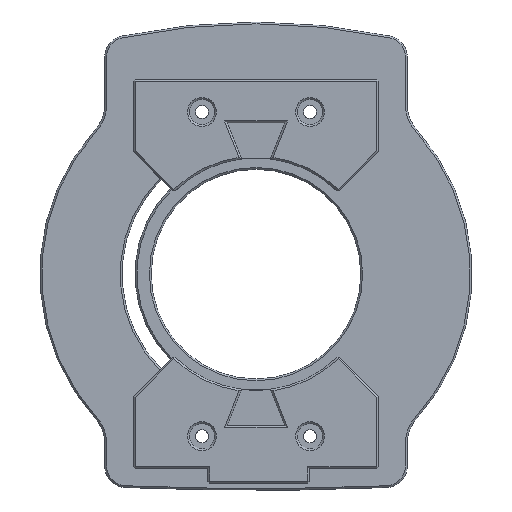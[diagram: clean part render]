
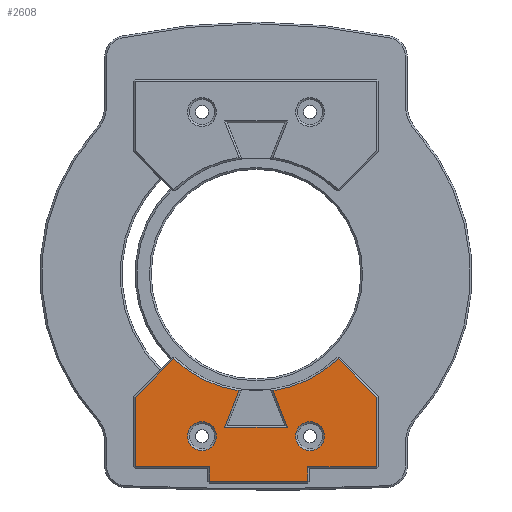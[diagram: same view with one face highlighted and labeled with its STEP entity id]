
A CAD part, top view. The second image highlights one B-rep face of the part: STEP entity #2608.
In plain terms, the highlighted planar face has unit normal (0, 0, 1).
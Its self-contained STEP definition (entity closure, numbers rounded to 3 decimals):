
#138=LINE('',#4044,#355);
#141=LINE('',#4050,#358);
#143=LINE('',#4053,#360);
#145=LINE('',#4056,#362);
#148=LINE('',#4062,#365);
#149=LINE('',#4064,#366);
#152=LINE('',#4084,#369);
#154=LINE('',#4088,#371);
#156=LINE('',#4092,#373);
#158=LINE('',#4103,#375);
#208=LINE('',#4226,#425);
#209=LINE('',#4228,#426);
#355=VECTOR('',#3207,1000.);
#358=VECTOR('',#3212,1000.);
#360=VECTOR('',#3216,1000.);
#362=VECTOR('',#3220,1000.);
#365=VECTOR('',#3225,1000.);
#366=VECTOR('',#3228,1000.);
#369=VECTOR('',#3239,1000.);
#371=VECTOR('',#3243,1000.);
#373=VECTOR('',#3247,1000.);
#375=VECTOR('',#3257,1000.);
#425=VECTOR('',#3379,1000.);
#426=VECTOR('',#3380,1000.);
#832=ORIENTED_EDGE('',*,*,#1424,.T.);
#833=ORIENTED_EDGE('',*,*,#1425,.T.);
#834=ORIENTED_EDGE('',*,*,#1367,.T.);
#835=ORIENTED_EDGE('',*,*,#1365,.T.);
#836=ORIENTED_EDGE('',*,*,#1362,.T.);
#837=ORIENTED_EDGE('',*,*,#1360,.T.);
#838=ORIENTED_EDGE('',*,*,#1358,.T.);
#839=ORIENTED_EDGE('',*,*,#1355,.T.);
#840=ORIENTED_EDGE('',*,*,#1426,.T.);
#841=ORIENTED_EDGE('',*,*,#1427,.T.);
#842=ORIENTED_EDGE('',*,*,#1351,.T.);
#843=ORIENTED_EDGE('',*,*,#1350,.T.);
#844=ORIENTED_EDGE('',*,*,#1347,.T.);
#845=ORIENTED_EDGE('',*,*,#1345,.T.);
#846=ORIENTED_EDGE('',*,*,#1343,.T.);
#847=ORIENTED_EDGE('',*,*,#1340,.T.);
#1340=EDGE_CURVE('',#1646,#1674,#138,.T.);
#1343=EDGE_CURVE('',#1675,#1646,#141,.T.);
#1345=EDGE_CURVE('',#1643,#1675,#143,.T.);
#1347=EDGE_CURVE('',#1640,#1643,#145,.T.);
#1350=EDGE_CURVE('',#1678,#1640,#148,.T.);
#1351=EDGE_CURVE('',#1679,#1678,#149,.T.);
#1355=EDGE_CURVE('',#1683,#1682,#1860,.T.);
#1358=EDGE_CURVE('',#1684,#1683,#152,.T.);
#1360=EDGE_CURVE('',#1685,#1684,#154,.T.);
#1362=EDGE_CURVE('',#1686,#1685,#156,.T.);
#1365=EDGE_CURVE('',#1650,#1686,#1863,.T.);
#1367=EDGE_CURVE('',#1674,#1650,#158,.T.);
#1424=EDGE_CURVE('',#1718,#1718,#1870,.T.);
#1425=EDGE_CURVE('',#1719,#1719,#1871,.T.);
#1426=EDGE_CURVE('',#1682,#1720,#208,.T.);
#1427=EDGE_CURVE('',#1720,#1679,#209,.T.);
#1640=VERTEX_POINT('',#3932);
#1643=VERTEX_POINT('',#3939);
#1646=VERTEX_POINT('',#3946);
#1650=VERTEX_POINT('',#3956);
#1674=VERTEX_POINT('',#4043);
#1675=VERTEX_POINT('',#4047);
#1678=VERTEX_POINT('',#4060);
#1679=VERTEX_POINT('',#4065);
#1682=VERTEX_POINT('',#4075);
#1683=VERTEX_POINT('',#4077);
#1684=VERTEX_POINT('',#4085);
#1685=VERTEX_POINT('',#4089);
#1686=VERTEX_POINT('',#4093);
#1718=VERTEX_POINT('',#4223);
#1719=VERTEX_POINT('',#4225);
#1720=VERTEX_POINT('',#4227);
#1860=CIRCLE('',#2792,16.375);
#1863=CIRCLE('',#2799,16.375);
#1870=CIRCLE('',#2835,2.);
#1871=CIRCLE('',#2836,2.);
#2052=EDGE_LOOP('',(#832));
#2053=EDGE_LOOP('',(#833));
#2054=EDGE_LOOP('',(#834,#835,#836,#837,#838,#839,#840,#841,#842,#843,#844,
#845,#846,#847));
#2290=FACE_BOUND('',#2052,.T.);
#2291=FACE_BOUND('',#2053,.T.);
#2292=FACE_BOUND('',#2054,.T.);
#2498=PLANE('',#2834);
#2608=ADVANCED_FACE('',(#2290,#2291,#2292),#2498,.F.);
#2792=AXIS2_PLACEMENT_3D('',#4076,#3233,#3234);
#2799=AXIS2_PLACEMENT_3D('',#4100,#3252,#3253);
#2834=AXIS2_PLACEMENT_3D('',#4221,#3373,#3374);
#2835=AXIS2_PLACEMENT_3D('',#4222,#3375,#3376);
#2836=AXIS2_PLACEMENT_3D('',#4224,#3377,#3378);
#3207=DIRECTION('',(0.,1.,0.));
#3212=DIRECTION('',(1.,0.,0.));
#3216=DIRECTION('',(0.,1.,0.));
#3220=DIRECTION('',(1.,0.,0.));
#3225=DIRECTION('',(0.,-1.,0.));
#3228=DIRECTION('',(1.,0.,0.));
#3233=DIRECTION('',(0.,0.,-1.));
#3234=DIRECTION('',(-1.,0.,0.));
#3239=DIRECTION('',(0.371,0.928,0.));
#3243=DIRECTION('',(-1.,0.,0.));
#3247=DIRECTION('',(0.371,-0.928,0.));
#3252=DIRECTION('',(0.,0.,-1.));
#3253=DIRECTION('',(-1.,0.,0.));
#3257=DIRECTION('',(-0.707,0.707,0.));
#3373=DIRECTION('',(0.,0.,-1.));
#3374=DIRECTION('',(0.,-1.,0.));
#3375=DIRECTION('',(0.,0.,-1.));
#3376=DIRECTION('',(-1.,0.,0.));
#3377=DIRECTION('',(0.,0.,-1.));
#3378=DIRECTION('',(-1.,0.,0.));
#3379=DIRECTION('',(-0.707,-0.707,0.));
#3380=DIRECTION('',(0.,-1.,0.));
#3932=CARTESIAN_POINT('',(-6.454,-28.75,8.9));
#3939=CARTESIAN_POINT('',(7.174,-28.75,8.9));
#3946=CARTESIAN_POINT('',(16.75,-26.75,8.9));
#3956=CARTESIAN_POINT('',(11.401,-11.754,8.9));
#4043=CARTESIAN_POINT('',(16.75,-17.104,8.9));
#4044=CARTESIAN_POINT('',(16.749,100.,8.9));
#4047=CARTESIAN_POINT('',(7.174,-26.75,8.9));
#4050=CARTESIAN_POINT('',(17.,-26.75,8.9));
#4053=CARTESIAN_POINT('',(7.174,100.,8.9));
#4056=CARTESIAN_POINT('',(7.424,-28.75,8.9));
#4060=CARTESIAN_POINT('',(-6.454,-26.75,8.9));
#4062=CARTESIAN_POINT('',(-6.454,-29.,8.9));
#4064=CARTESIAN_POINT('',(-6.704,-26.75,8.9));
#4065=CARTESIAN_POINT('',(-16.75,-26.75,8.9));
#4075=CARTESIAN_POINT('',(-11.401,-11.754,8.9));
#4076=CARTESIAN_POINT('',(0.,0.,8.9));
#4077=CARTESIAN_POINT('',(-2.351,-16.205,8.9));
#4084=CARTESIAN_POINT('',(51.837,119.265,8.9));
#4085=CARTESIAN_POINT('',(-4.369,-21.25,8.9));
#4088=CARTESIAN_POINT('',(100.,-21.25,8.9));
#4089=CARTESIAN_POINT('',(4.369,-21.25,8.9));
#4092=CARTESIAN_POINT('',(-24.251,50.3,8.9));
#4093=CARTESIAN_POINT('',(2.351,-16.205,8.9));
#4100=CARTESIAN_POINT('',(0.,0.,8.9));
#4103=CARTESIAN_POINT('',(11.225,-11.579,8.9));
#4221=CARTESIAN_POINT('',(100.,100.,8.9));
#4222=CARTESIAN_POINT('',(-7.5,-22.5,8.9));
#4223=CARTESIAN_POINT('',(-9.5,-22.5,8.9));
#4224=CARTESIAN_POINT('',(7.5,-22.5,8.9));
#4225=CARTESIAN_POINT('',(5.5,-22.5,8.9));
#4226=CARTESIAN_POINT('',(-16.823,-17.177,8.9));
#4227=CARTESIAN_POINT('',(-16.75,-17.104,8.9));
#4228=CARTESIAN_POINT('',(-16.75,-27.,8.9));
